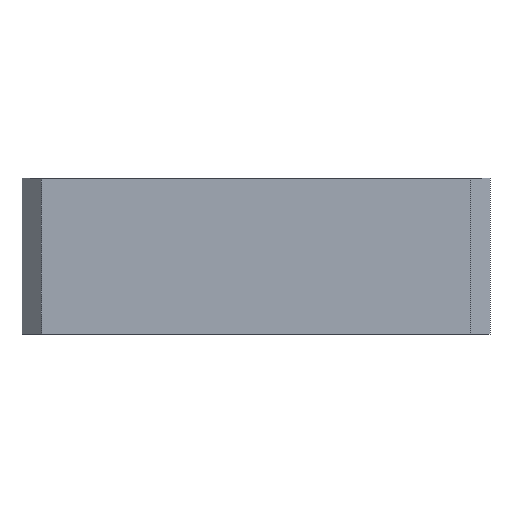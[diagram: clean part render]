
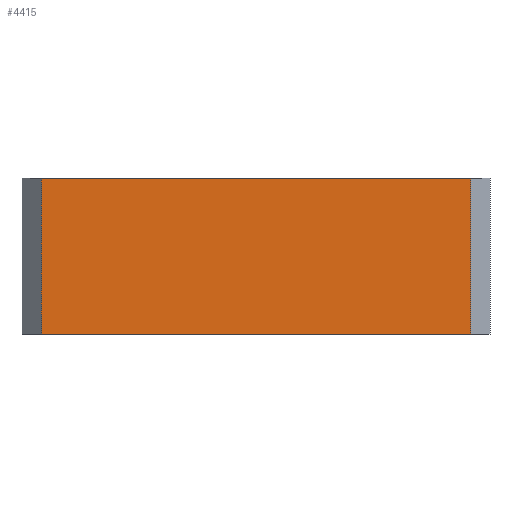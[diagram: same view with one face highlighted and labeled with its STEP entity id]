
A CAD part, left-side view. The second image highlights one B-rep face of the part: STEP entity #4415.
In plain terms, the highlighted planar face has unit normal (-1, 0, 0).
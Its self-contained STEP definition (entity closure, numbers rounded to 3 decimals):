
#31=PLANE('',#4685);
#281=FACE_OUTER_BOUND('',#522,.T.);
#522=EDGE_LOOP('',(#3933,#3934,#3935,#3936));
#1206=LINE('',#20245,#1428);
#1212=LINE('',#20256,#1434);
#1213=LINE('',#20259,#1435);
#1214=LINE('',#20260,#1436);
#1428=VECTOR('',#5398,10.);
#1434=VECTOR('',#5406,10.);
#1435=VECTOR('',#5409,10.);
#1436=VECTOR('',#5410,10.);
#1894=VERTEX_POINT('',#20242);
#1895=VERTEX_POINT('',#20244);
#1899=VERTEX_POINT('',#20254);
#1900=VERTEX_POINT('',#20258);
#2578=EDGE_CURVE('',#1894,#1895,#1206,.T.);
#2584=EDGE_CURVE('',#1899,#1894,#1212,.T.);
#2585=EDGE_CURVE('',#1899,#1900,#1213,.T.);
#2586=EDGE_CURVE('',#1895,#1900,#1214,.T.);
#3933=ORIENTED_EDGE('',*,*,#2584,.F.);
#3934=ORIENTED_EDGE('',*,*,#2585,.T.);
#3935=ORIENTED_EDGE('',*,*,#2586,.F.);
#3936=ORIENTED_EDGE('',*,*,#2578,.F.);
#4415=ADVANCED_FACE('',(#281),#31,.T.);
#4685=AXIS2_PLACEMENT_3D('',#20257,#5407,#5408);
#5398=DIRECTION('',(0.,-1.,0.));
#5406=DIRECTION('',(0.,0.,1.));
#5407=DIRECTION('center_axis',(-1.,0.,0.));
#5408=DIRECTION('ref_axis',(0.,-1.,0.));
#5409=DIRECTION('',(0.,-1.,0.));
#5410=DIRECTION('',(0.,0.,-1.));
#20242=CARTESIAN_POINT('',(55.,59.3,52.));
#20244=CARTESIAN_POINT('',(55.,-50.7,52.));
#20245=CARTESIAN_POINT('',(55.,34.3,52.));
#20254=CARTESIAN_POINT('',(55.,59.3,12.));
#20256=CARTESIAN_POINT('',(55.,59.3,12.));
#20257=CARTESIAN_POINT('Origin',(55.,64.3,12.));
#20258=CARTESIAN_POINT('',(55.,-50.7,12.));
#20259=CARTESIAN_POINT('',(55.,64.3,12.));
#20260=CARTESIAN_POINT('',(55.,-50.7,12.));
